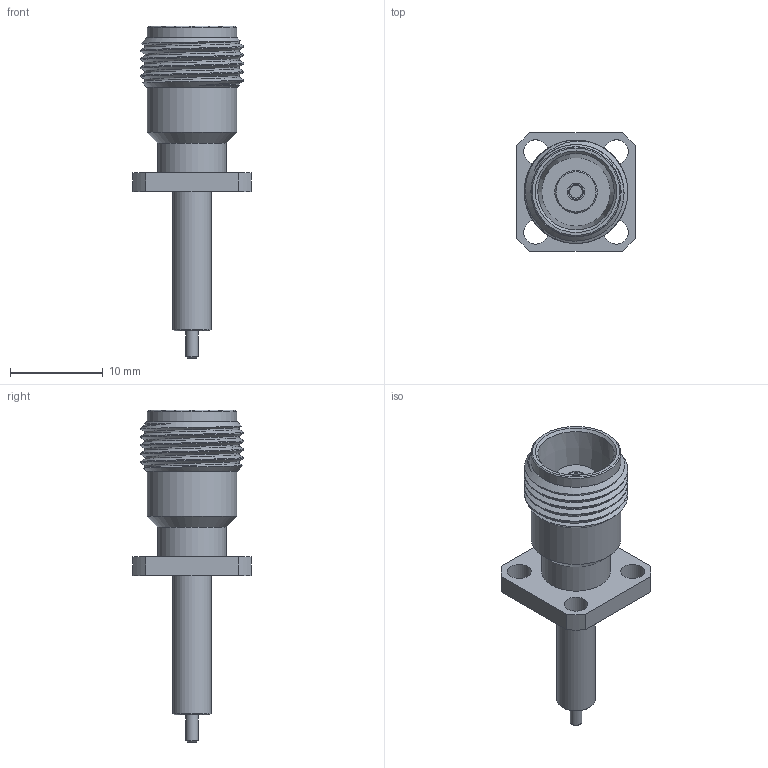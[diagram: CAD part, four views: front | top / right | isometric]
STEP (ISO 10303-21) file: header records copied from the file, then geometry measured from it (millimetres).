
FILE_DESCRIPTION (( 'STEP AP203' ), '1' );
FILE_NAME ('SC4246_3D.step', '2022-07-26T22:04:57', ( '' ), ( '' ), 'SwSTEP 2.0', 'SolidWorks 2021', '' );
FILE_SCHEMA (( 'CONFIG_CONTROL_DESIGN' ));
Length unit declared in the file: inch
Products named in the file (1): SC4246_3D
Bounding box: 12.7 x 12.7 x 35.71 mm (x, y, z)
Volume: 1263.9 mm3; surface area: 1547.1 mm2
Topology: 1 solids, 1 shells, 76 faces, 181 edges, 115 vertices
Faces by surface type: plane 38, cylinder 21, cone 14, bspline 3
Full cylindrical faces by diameter (mm): 1.295 x1, 1.346 x1, 1.854 x1, 2.591 x4, 4.115 x1, 4.572 x1, 7.376 x1, 9.652 x2
Entity records: 3900 total; most frequent: CARTESIAN_POINT 2221, DIRECTION 332, ORIENTED_EDGE 302, EDGE_CURVE 151, AXIS2_PLACEMENT_3D 138, EDGE_LOOP 112, VERTEX_POINT 107, FACE_OUTER_BOUND 87
